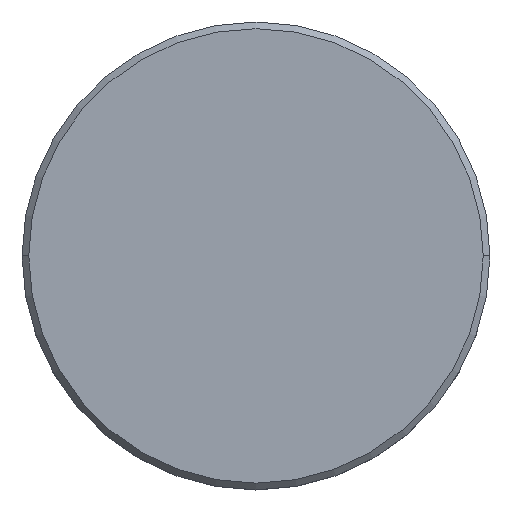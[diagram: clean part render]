
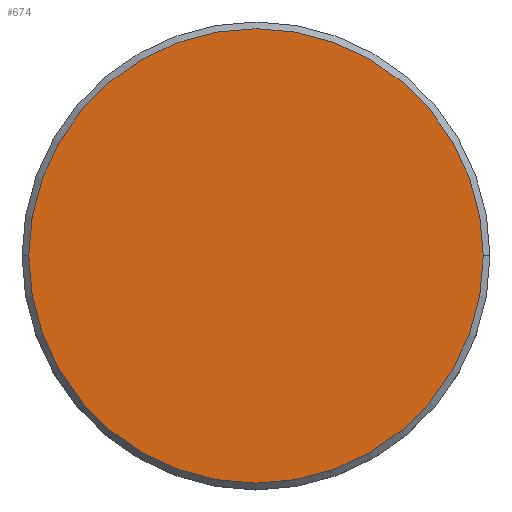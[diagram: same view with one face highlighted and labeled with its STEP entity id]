
A CAD part, top view. The second image highlights one B-rep face of the part: STEP entity #674.
In plain terms, the highlighted planar face has unit normal (0, 0, 1).
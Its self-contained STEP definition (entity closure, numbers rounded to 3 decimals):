
#25 = AXIS2_PLACEMENT_3D ( 'NONE', #333, #321, #587 ) ;
#42 = DIRECTION ( 'NONE',  ( 0., 0., 1. ) ) ;
#51 = DIRECTION ( 'NONE',  ( 0., 0., 1. ) ) ;
#94 = VERTEX_POINT ( 'NONE', #392 ) ;
#144 = CARTESIAN_POINT ( 'NONE',  ( 0., 0., 0. ) ) ;
#162 = EDGE_CURVE ( 'NONE', #339, #94, #655, .T. ) ;
#176 = EDGE_LOOP ( 'NONE', ( #1038, #939 ) ) ;
#321 = DIRECTION ( 'NONE',  ( 0., 0., 1. ) ) ;
#333 = CARTESIAN_POINT ( 'NONE',  ( 0., 0., 0. ) ) ;
#339 = VERTEX_POINT ( 'NONE', #897 ) ;
#392 = CARTESIAN_POINT ( 'NONE',  ( 17., 0., 0. ) ) ;
#579 = AXIS2_PLACEMENT_3D ( 'NONE', #689, #42, #1040 ) ;
#587 = DIRECTION ( 'NONE',  ( 1., 0., 0. ) ) ;
#604 = PLANE ( 'NONE',  #688 ) ;
#655 = CIRCLE ( 'NONE', #25, 17. ) ;
#674 = ADVANCED_FACE ( 'NONE', ( #696 ), #604, .T. ) ;
#688 = AXIS2_PLACEMENT_3D ( 'NONE', #144, #51, #1024 ) ;
#689 = CARTESIAN_POINT ( 'NONE',  ( 0., 0., 0. ) ) ;
#696 = FACE_OUTER_BOUND ( 'NONE', #176, .T. ) ;
#823 = EDGE_CURVE ( 'NONE', #94, #339, #940, .T. ) ;
#897 = CARTESIAN_POINT ( 'NONE',  ( -17., 0., 0. ) ) ;
#939 = ORIENTED_EDGE ( 'NONE', *, *, #823, .T. ) ;
#940 = CIRCLE ( 'NONE', #579, 17. ) ;
#1024 = DIRECTION ( 'NONE',  ( 1., 0., 0. ) ) ;
#1038 = ORIENTED_EDGE ( 'NONE', *, *, #162, .T. ) ;
#1040 = DIRECTION ( 'NONE',  ( 1., 0., 0. ) ) ;
